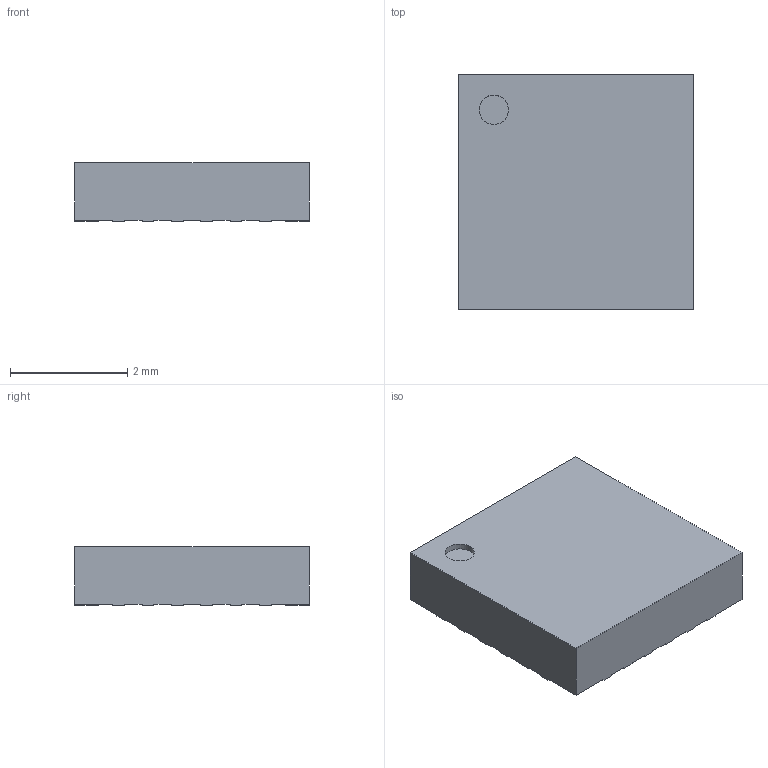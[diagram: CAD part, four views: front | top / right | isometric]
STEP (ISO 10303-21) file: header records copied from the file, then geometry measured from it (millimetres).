
FILE_DESCRIPTION (( 'STEP AP214' ), '1' );
FILE_NAME ('6507AA82-E134-4360-ABD9-94C04CBBCAB7.STEP', '2025-07-10T11:43:27', ( '' ), ( '' ), 'SwSTEP 2.0', 'SolidWorks 2022', '' );
FILE_SCHEMA (( 'AUTOMOTIVE_DESIGN' ));
Length unit declared in the file: millimetre
Products named in the file (1): 6507AA82-E134-4360-ABD9-94C04CBBCAB7
Bounding box: 4 x 4 x 1 mm (x, y, z)
Volume: 15.7 mm3; surface area: 48.4 mm2
Topology: 1 solids, 1 shells, 111 faces, 324 edges, 216 vertices
Faces by surface type: plane 79, cylinder 32
Entity records: 4829 total; most frequent: CARTESIAN_POINT 652, ORIENTED_EDGE 648, DIRECTION 612, EDGE_CURVE 324, VECTOR 260, LINE 260, VERTEX_POINT 216, AXIS2_PLACEMENT_3D 176
